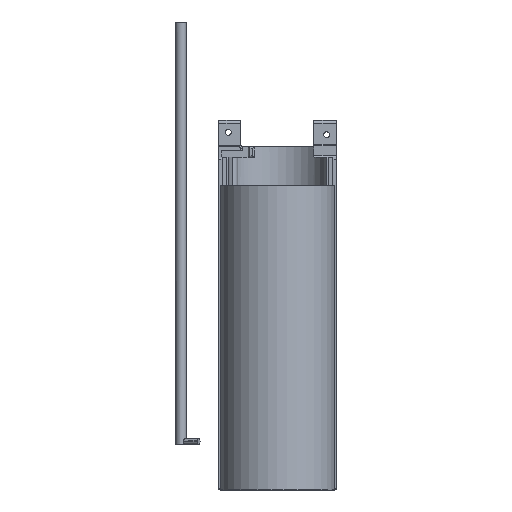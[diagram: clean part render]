
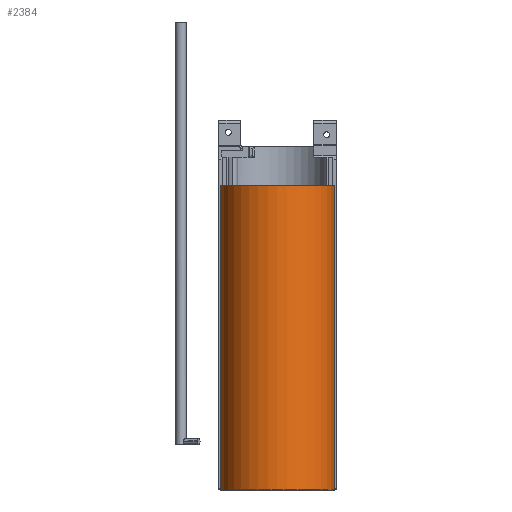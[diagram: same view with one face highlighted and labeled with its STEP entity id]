
A CAD part, top view. The second image highlights one B-rep face of the part: STEP entity #2384.
In plain terms, the highlighted cylindrical face has radius 32.419 mm (diameter 64.839 mm), a partial arc.
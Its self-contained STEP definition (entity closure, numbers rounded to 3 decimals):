
#158=FACE_OUTER_BOUND('',#289,.T.);
#289=EDGE_LOOP('',(#1805,#1806,#1807,#1808));
#440=CIRCLE('',#2572,32.419);
#443=CIRCLE('',#2577,32.419);
#577=LINE('',#3970,#808);
#578=LINE('',#3974,#809);
#808=VECTOR('',#2991,10.806);
#809=VECTOR('',#2996,10.806);
#1049=VERTEX_POINT('',#3963);
#1050=VERTEX_POINT('',#3965);
#1051=VERTEX_POINT('',#3969);
#1052=VERTEX_POINT('',#3973);
#1332=EDGE_CURVE('',#1050,#1049,#440,.T.);
#1334=EDGE_CURVE('',#1050,#1051,#577,.T.);
#1336=EDGE_CURVE('',#1052,#1049,#578,.T.);
#1337=EDGE_CURVE('',#1051,#1052,#443,.T.);
#1805=ORIENTED_EDGE('',*,*,#1336,.F.);
#1806=ORIENTED_EDGE('',*,*,#1337,.F.);
#1807=ORIENTED_EDGE('',*,*,#1334,.F.);
#1808=ORIENTED_EDGE('',*,*,#1332,.T.);
#2299=CYLINDRICAL_SURFACE('',#2576,32.419);
#2384=ADVANCED_FACE('',(#158),#2299,.T.);
#2572=AXIS2_PLACEMENT_3D('',#3966,#2985,#2986);
#2576=AXIS2_PLACEMENT_3D('',#3972,#2994,#2995);
#2577=AXIS2_PLACEMENT_3D('',#3975,#2997,#2998);
#2985=DIRECTION('center_axis',(0.,1.,0.));
#2986=DIRECTION('ref_axis',(1.,0.,0.));
#2991=DIRECTION('',(0.,1.,0.));
#2994=DIRECTION('center_axis',(0.,1.,0.));
#2995=DIRECTION('ref_axis',(1.,0.,0.));
#2996=DIRECTION('',(0.,-1.,0.));
#2997=DIRECTION('center_axis',(0.,1.,0.));
#2998=DIRECTION('ref_axis',(1.,0.,0.));
#3963=CARTESIAN_POINT('',(31.33,34.599,15.652));
#3965=CARTESIAN_POINT('',(-33.507,34.599,15.652));
#3966=CARTESIAN_POINT('Origin',(-1.088,34.599,15.379));
#3969=CARTESIAN_POINT('',(-33.507,207.502,15.652));
#3970=CARTESIAN_POINT('',(-33.507,34.599,15.652));
#3972=CARTESIAN_POINT('Origin',(-1.088,34.599,15.379));
#3973=CARTESIAN_POINT('',(31.33,207.502,15.652));
#3974=CARTESIAN_POINT('',(31.33,34.599,15.652));
#3975=CARTESIAN_POINT('Origin',(-1.088,207.502,15.379));
